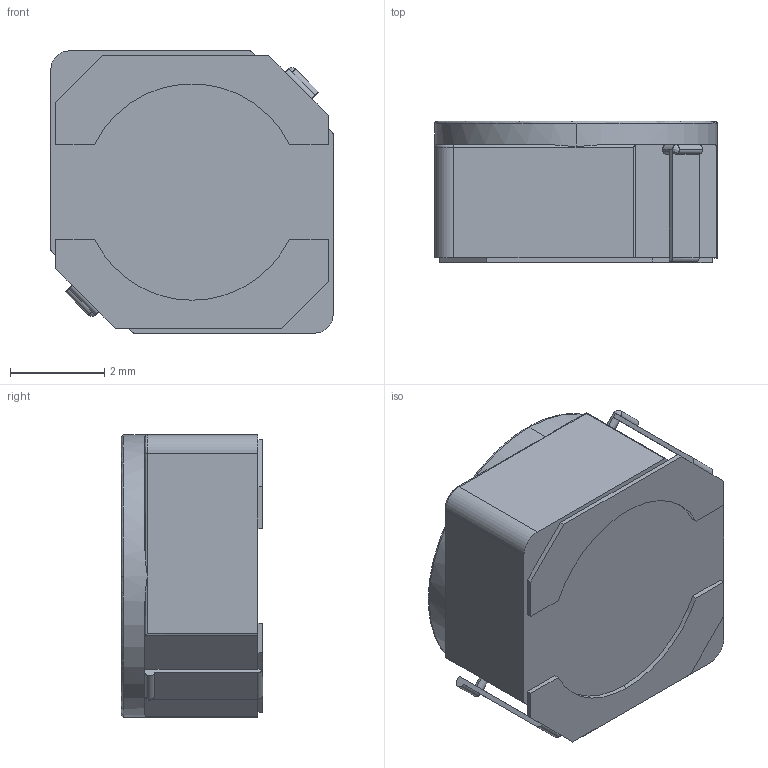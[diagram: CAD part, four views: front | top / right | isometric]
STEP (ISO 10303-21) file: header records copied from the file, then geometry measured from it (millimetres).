
FILE_DESCRIPTION (( 'STEP AP214' ), '1' );
FILE_NAME ('User Library-cdrh5d28.STEP', '2016-07-08T20:15:22', ( 'Windows User' ), ( '' ), 'SwSTEP 2.0', 'SolidWorks 2016', '' );
FILE_SCHEMA (( 'AUTOMOTIVE_DESIGN' ));
Length unit declared in the file: millimetre
Products named in the file (1): User Library-cdrh5d28
Bounding box: 6 x 3 x 6 mm (x, y, z)
Volume: 95.1 mm3; surface area: 142.5 mm2
Topology: 1 solids, 1 shells, 364 faces, 1031 edges, 676 vertices
Faces by surface type: plane 320, cylinder 35, bspline 9
Entity records: 12383 total; most frequent: CARTESIAN_POINT 2382, ORIENTED_EDGE 2058, DIRECTION 1778, EDGE_CURVE 1029, VECTOR 938, LINE 938, VERTEX_POINT 676, AXIS2_PLACEMENT_3D 420
